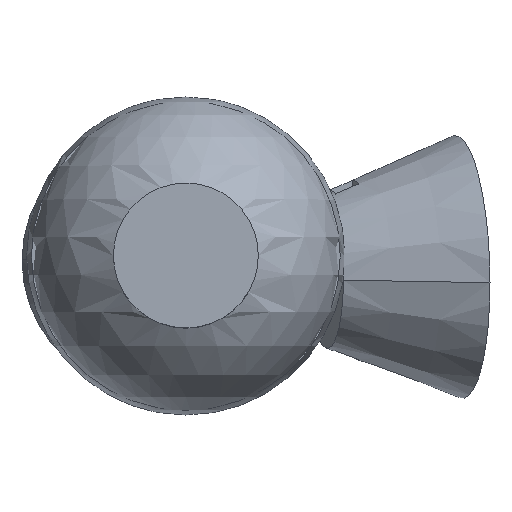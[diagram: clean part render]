
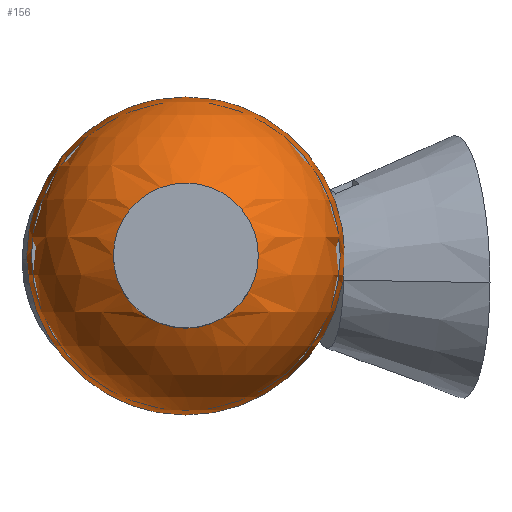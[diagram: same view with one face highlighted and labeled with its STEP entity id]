
A CAD part, top view. The second image highlights one B-rep face of the part: STEP entity #156.
In plain terms, the highlighted spherical face has radius 150 mm.
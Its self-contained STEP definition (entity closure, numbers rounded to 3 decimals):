
#1=CARTESIAN_POINT('',(0.,0.,0.));
#2=DIRECTION('',(0.,0.,1.));
#3=DIRECTION('',(0.,1.,0.));
#4=AXIS2_PLACEMENT_3D('',#1,#2,#3);
#6=CARTESIAN_POINT('',(0.,0.,0.));
#7=DIRECTION('',(0.,0.,-1.));
#8=DIRECTION('',(0.,1.,0.));
#9=AXIS2_PLACEMENT_3D('',#6,#7,#8);
#21=CARTESIAN_POINT('',(0.,0.,133.52));
#22=DIRECTION('',(0.,0.,1.));
#23=DIRECTION('',(-1.,0.,0.));
#24=AXIS2_PLACEMENT_3D('',#21,#22,#23);
#26=CARTESIAN_POINT('',(0.,0.,133.52));
#27=DIRECTION('',(0.,0.,1.));
#28=DIRECTION('',(1.,0.,0.));
#29=AXIS2_PLACEMENT_3D('',#26,#27,#28);
#95=CARTESIAN_POINT('',(0.,150.,0.));
#96=CARTESIAN_POINT('',(0.,-150.,0.));
#97=VERTEX_POINT('',#95);
#98=VERTEX_POINT('',#96);
#115=CARTESIAN_POINT('',(-68.356,0.,133.52));
#116=CARTESIAN_POINT('',(68.356,0.,
133.52));
#117=VERTEX_POINT('',#115);
#118=VERTEX_POINT('',#116);
#141=CARTESIAN_POINT('',(0.,0.,0.));
#142=DIRECTION('',(0.,-1.,0.));
#143=DIRECTION('',(-1.,0.,0.));
#144=AXIS2_PLACEMENT_3D('',#141,#142,#143);
#145=SPHERICAL_SURFACE('',#144,150.);
#146=ORIENTED_EDGE('',*,*,#128,.F.);
#147=ORIENTED_EDGE('',*,*,#130,.T.);
#148=EDGE_LOOP('',(#146,#147));
#149=FACE_OUTER_BOUND('',#148,.F.);
#151=ORIENTED_EDGE('',*,*,#150,.T.);
#153=ORIENTED_EDGE('',*,*,#152,.T.);
#154=EDGE_LOOP('',(#151,#153));
#155=FACE_BOUND('',#154,.F.);
#156=ADVANCED_FACE('',(#149,#155),#145,.T.);
#5=CIRCLE('',#4,150.);
#10=CIRCLE('',#9,150.);
#25=CIRCLE('',#24,68.356);
#30=CIRCLE('',#29,68.356);
#128=EDGE_CURVE('',#97,#98,#5,.T.);
#130=EDGE_CURVE('',#97,#98,#10,.T.);
#150=EDGE_CURVE('',#117,#118,#25,.T.);
#152=EDGE_CURVE('',#118,#117,#30,.T.);
